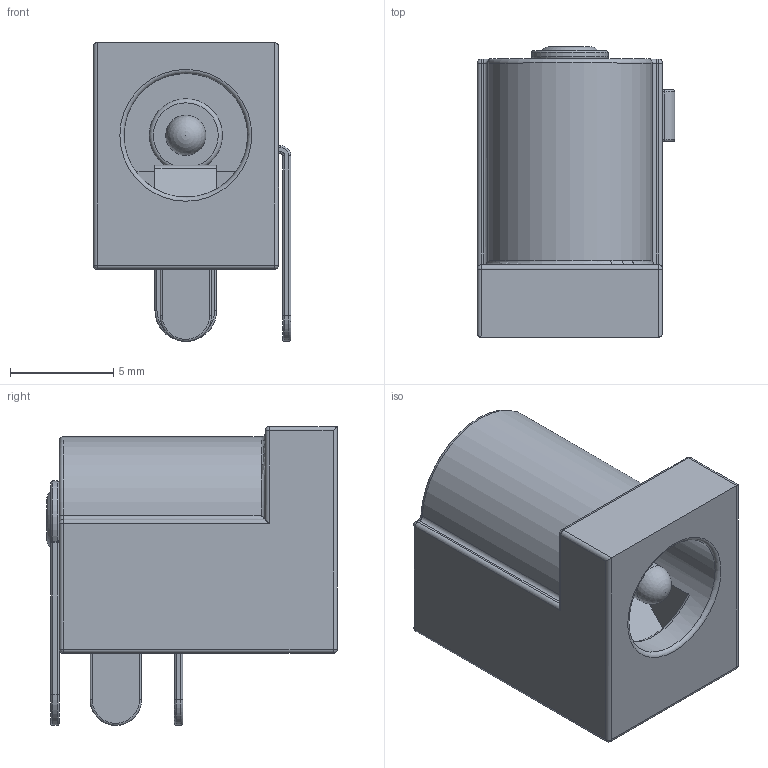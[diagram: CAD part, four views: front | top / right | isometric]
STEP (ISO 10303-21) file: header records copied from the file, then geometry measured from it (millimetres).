
FILE_DESCRIPTION(('FreeCAD Model'),'2;1');
FILE_NAME('Open CASCADE Shape Model','2023-03-29T10:04:25',( 'kicad StepUp'),('ksu MCAD'),'Open CASCADE STEP processor 7.6', 'FreeCAD','Unknown');
FILE_SCHEMA(('AUTOMOTIVE_DESIGN { 1 0 10303 214 1 1 1 1 }'));
Length unit declared in the file: millimetre
Products named in the file (1): BarrelJack_GCT_DCJ200_10_A_Horizontal
Bounding box: 9.6 x 14.1 x 14.5 mm (x, y, z)
Volume: 801.6 mm3; surface area: 1246.2 mm2
Topology: 1 solids, 1 shells, 131 faces, 325 edges, 194 vertices
Faces by surface type: cylinder 51, plane 44, torus 25, sphere 10, cone 1
Full cylindrical faces by diameter (mm): 1.95 x2, 6 x1
Entity records: 3881 total; most frequent: DIRECTION 729, CARTESIAN_POINT 682, ORIENTED_EDGE 632, EDGE_CURVE 316, AXIS2_PLACEMENT_3D 285, VERTEX_POINT 194, LINE 159, VECTOR 159
